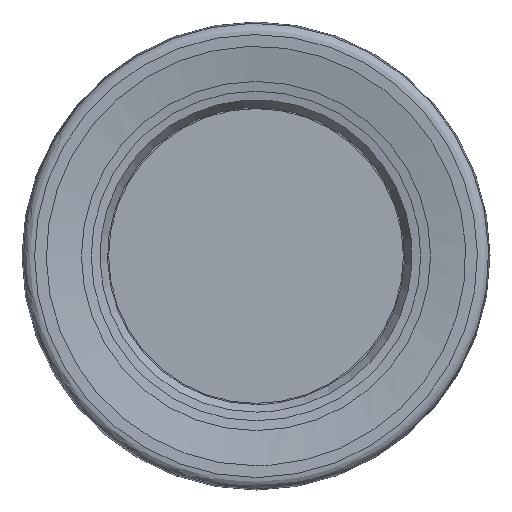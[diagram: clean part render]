
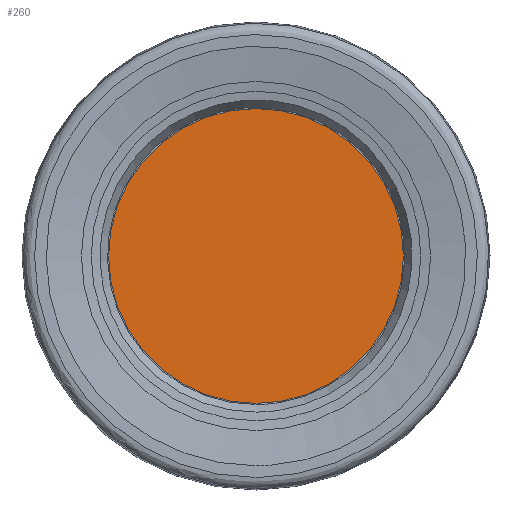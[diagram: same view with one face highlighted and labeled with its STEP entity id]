
A CAD part, left-side view. The second image highlights one B-rep face of the part: STEP entity #260.
In plain terms, the highlighted planar face has unit normal (-1, 0, 0).
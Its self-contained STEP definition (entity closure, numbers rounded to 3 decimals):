
#260=ADVANCED_FACE('',(#275),#273,.F.);
#273=PLANE('',#473);
#275=FACE_OUTER_BOUND('',#303,.T.);
#303=EDGE_LOOP('',(#351));
#351=ORIENTED_EDGE('',*,*,#409,.T.);
#385=VERTEX_POINT('',#629);
#409=EDGE_CURVE('',#385,#385,#433,.T.);
#433=CIRCLE('',#471,10.137);
#471=AXIS2_PLACEMENT_3D('',#628,#540,#541);
#473=AXIS2_PLACEMENT_3D('',#631,#544,#545);
#540=DIRECTION('',(-1.,0.,0.));
#541=DIRECTION('',(0.,0.,1.));
#544=DIRECTION('',(1.,0.,0.));
#545=DIRECTION('',(0.,0.,-1.));
#628=CARTESIAN_POINT('',(1.6,0.,0.));
#629=CARTESIAN_POINT('',(1.6,0.,10.137));
#631=CARTESIAN_POINT('',(1.6,10.137,0.));
